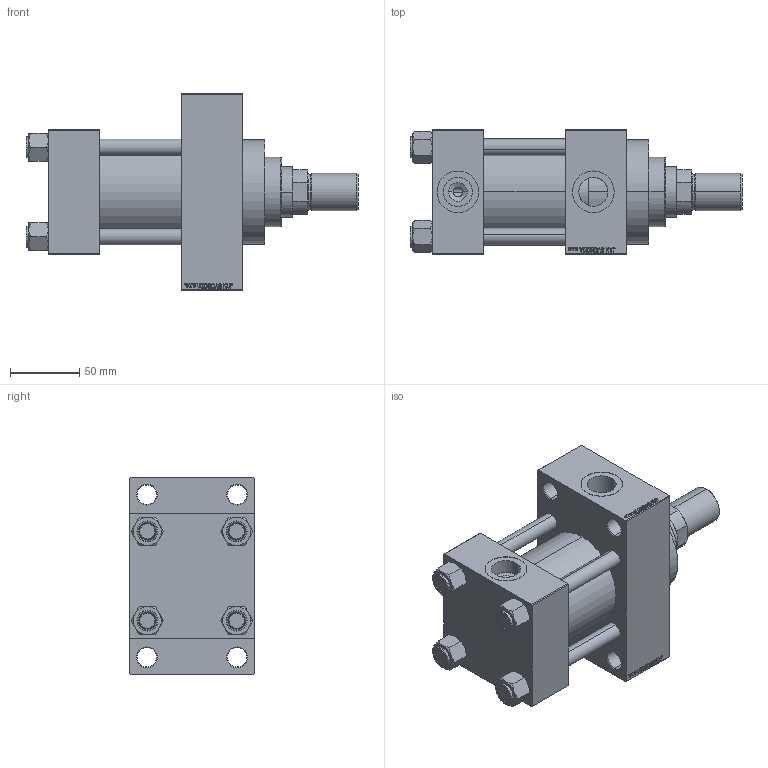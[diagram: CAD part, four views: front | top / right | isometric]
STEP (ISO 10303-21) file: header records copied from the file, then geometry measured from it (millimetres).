
FILE_DESCRIPTION (( 'STEP AP203' ), '1' );
FILE_NAME ('3c91.STEP', '2022-04-14T15:17:24', ( '' ), ( '' ), 'SwSTEP 2.0', 'SolidWorks 2019', '' );
FILE_SCHEMA (( 'CONFIG_CONTROL_DESIGN' ));
Length unit declared in the file: millimetre
Products named in the file (7): V215CR_VCP_D b7a1243187f5895f162fb51a57298a79; 3c91; V215CR_D_Body b7a1243187f5895f162fb51a57298a79; NUT_M5_D b7a1243187f5895f162fb51a57298a79; V215_VC_A b7a1243187f5895f162fb51a57298a79; V215CR_D_TYCINKA b7a1243187f5895f162fb51a57298a79; ROD_END_AH b7a1243187f5895f162fb51a57298a79
Assembly tree (12 placements, depth 2):
  3c91
    V215CR_D_Body b7a1243187f5895f162fb51a57298a79
    V215CR_VCP_D b7a1243187f5895f162fb51a57298a79
    NUT_M5_D b7a1243187f5895f162fb51a57298a79  x4
    V215CR_D_TYCINKA b7a1243187f5895f162fb51a57298a79  x4
    V215_VC_A b7a1243187f5895f162fb51a57298a79
    ROD_END_AH b7a1243187f5895f162fb51a57298a79
Bounding box: 239 x 90 x 142 mm (x, y, z)
Volume: 1131720.5 mm3; surface area: 209966.8 mm2
Topology: 12 solids, 12 shells, 1125 faces, 2793 edges, 1807 vertices
Faces by surface type: plane 503, bspline 368, cone 148, cylinder 96, torus 10
Entity records: 47890 total; most frequent: CARTESIAN_POINT 25171, ORIENTED_EDGE 5078, DIRECTION 3307, EDGE_CURVE 2539, VERTEX_POINT 1663, VECTOR 1517, LINE 1517, EDGE_LOOP 1140
